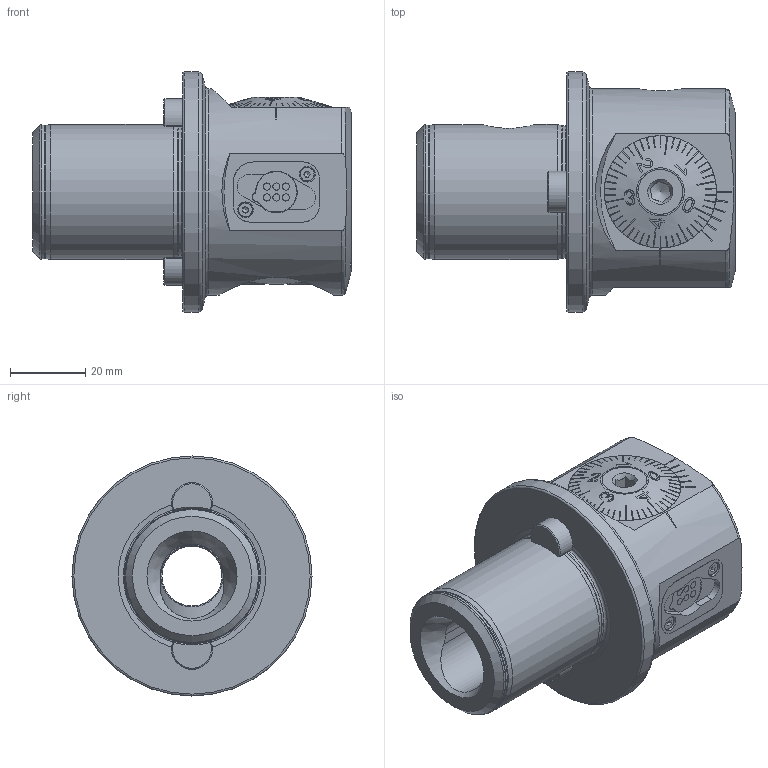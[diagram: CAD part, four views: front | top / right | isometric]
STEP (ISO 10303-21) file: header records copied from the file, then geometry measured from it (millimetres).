
FILE_DESCRIPTION (( 'STEP AP214' ), '1' );
FILE_NAME ('ST6.A55.DA2.045.STEP', '2019-08-22T13:39:03', ( '' ), ( '' ), 'SwSTEP 2.0', 'SolidWorks 2017', '' );
FILE_SCHEMA (( 'AUTOMOTIVE_DESIGN' ));
Length unit declared in the file: millimetre
Products named in the file (27): A55-BG1.012.007_C; ST6-ER2.001.012_A; DIN 3771 - 13x1; A55-BG1.DA3.041_Dichtung; ST6-A55.DA1.045_A; A55-BG2.013.005_C; ST6.A55.DA2.045; A55-BG2.014.007_A; A55-BG3.011.033_A_gek〉zt; Fxx-BG7.DA1.0xx_B_F55; A55-BG1.DA2.041_Dichtung; A55-BG1.DA1.041_A_Dichtung; DIN 3771 - 25x1.5; O-Ring 17 x ø2; Klebstoff D10; Fxx-BG7.DA1.0xx_B_F42; A55-BG2.015.007_A; PEF-DA1.011.017_A; ISO 4026 - M10 x 8; ISO 4762 - M2 x 6; Fxx-MAB.xxx.xxx_A_F32x1.3; A55-BG2.011.016_D; A55-BG2.012.006_B; ISO 4026 - M10 x 16_PreviewCfg; Fxx-BG7.DA2.0xx_F55; PEF-DA1.010.032_A; WCB-ER2.001.009_A
Assembly tree (30 placements, depth 4):
  ST6.A55.DA2.045
    ST6-A55.DA1.045_A
    ISO 4026 - M10 x 8
    WCB-ER2.001.009_A
    A55-BG1.DA2.041_Dichtung
      A55-BG1.DA3.041_Dichtung
        A55-BG1.DA1.041_A_Dichtung
        A55-BG1.012.007_C
      A55-BG2.012.006_B
      A55-BG2.013.005_C
      DIN 3771 - 25x1.5
      ISO 4026 - M10 x 16_PreviewCfg  x2
      A55-BG2.015.007_A
        A55-BG2.011.016_D
        A55-BG2.014.007_A
      Fxx-MAB.xxx.xxx_A_F32x1.3
      O-Ring 17 x ø2
    A55-BG3.011.033_A_gek〉zt
    Klebstoff D10
    Fxx-BG7.DA2.0xx_F55
      Fxx-BG7.DA1.0xx_B_F42
      PEF-DA1.011.017_A  x2
      PEF-DA1.010.032_A
      Fxx-BG7.DA1.0xx_B_F55
      ISO 4762 - M2 x 6  x2
      DIN 3771 - 13x1
    ST6-ER2.001.012_A  x2
Bounding box: 85 x 64 x 64 mm (x, y, z)
Volume: 124772.9 mm3; surface area: 47710.2 mm2
Topology: 26 solids, 26 shells, 814 faces, 2060 edges, 1335 vertices
Faces by surface type: plane 426, cylinder 170, cone 135, bspline 44, torus 38, sphere 1
Full cylindrical faces by diameter (mm): 1.6 x3, 1.9 x12, 2 x2, 2.2 x4, 3.2 x4, 3.3 x1, 3.8 x2, 4 x1, 4.2 x5, 5 x4, 5.25 x1, 8 x2, 8.5 x4, 9.95 x1, 10 x5, 11.5 x1, 11.6 x1, 11.75 x1, 11.95 x1, 12 x3, 12.4 x1, 13 x3, 14 x2, 14.2 x1, 15.5 x1, 16 x1, 18 x1, 20 x1, 22 x1, 25 x3
Entity records: 34865 total; most frequent: CARTESIAN_POINT 13847, ORIENTED_EDGE 3404, DIRECTION 3141, EDGE_CURVE 1702, AXIS2_PLACEMENT_3D 1232, VERTEX_POINT 1197, EDGE_LOOP 989, FACE_OUTER_BOUND 856
